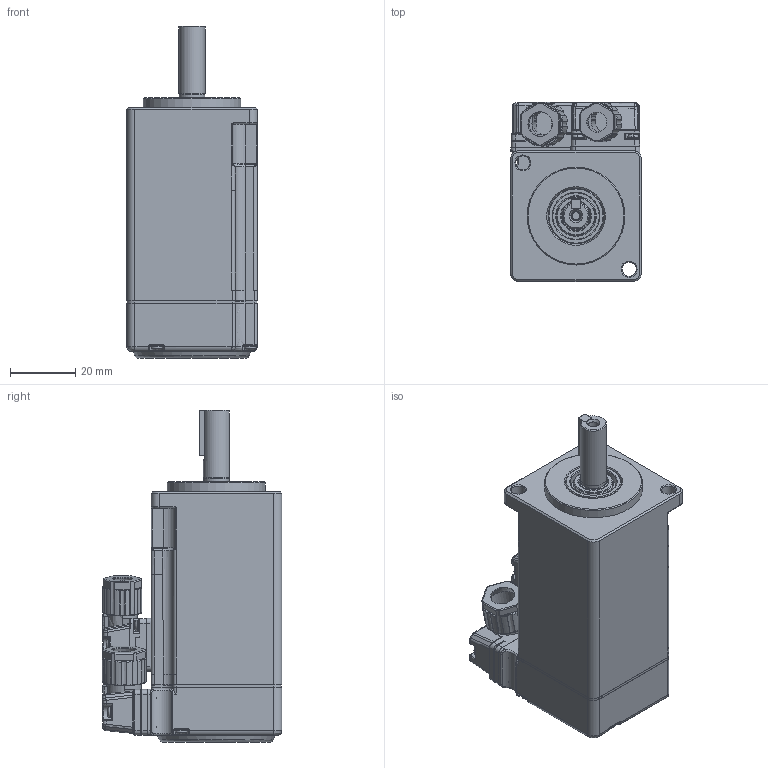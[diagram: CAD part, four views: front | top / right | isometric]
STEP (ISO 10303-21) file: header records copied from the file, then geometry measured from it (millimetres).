
FILE_DESCRIPTION( ('This file contains a STEP AP42 implementation' ,'as created by ZW3D STEP Interface translator.') ,'2;1' );
FILE_NAME( 'MH010H-N2C.stp' ,'221117.144130', (''), ('ZWCAD Software Co.'), 'Version 1.0', 'ZW3D to STEP translator', '' );
FILE_SCHEMA(('AUTOMOTIVE_DESIGN { 1 0 10303 214 1 1 1 1 }'));
Length unit declared in the file: millimetre
Products named in the file (1): 0
Bounding box: 40 x 54.95 x 101.7 mm (x, y, z)
Volume: 127042.1 mm3; surface area: 22214.6 mm2
Topology: 1 solids, 1 shells, 1867 faces, 4613 edges, 2821 vertices
Faces by surface type: bspline 845, plane 608, cylinder 251, cone 74, sphere 71, torus 18
Full cylindrical faces by diameter (mm): 2.5 x11, 3 x11, 3.1 x1, 3.5 x4, 4.3 x6, 7.8 x1, 8 x1, 8.9 x1, 11.8 x2, 14.2 x1, 17 x1, 30 x1
Entity records: 88671 total; most frequent: CARTESIAN_POINT 47095, ORIENTED_EDGE 9224, DIRECTION 7052, EDGE_CURVE 4612, VERTEX_POINT 2821, AXIS2_PLACEMENT_3D 2541, VECTOR 1970, LINE 1970
